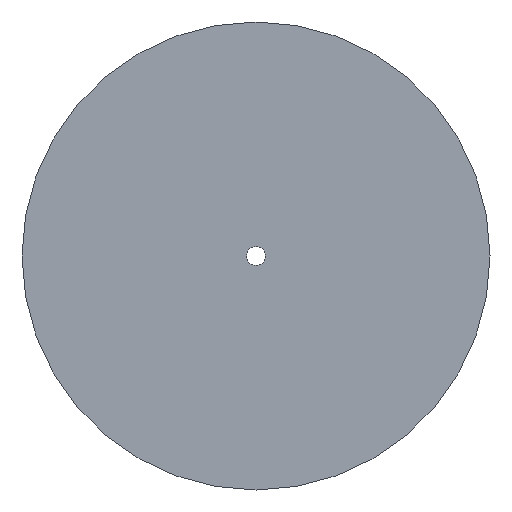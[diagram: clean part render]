
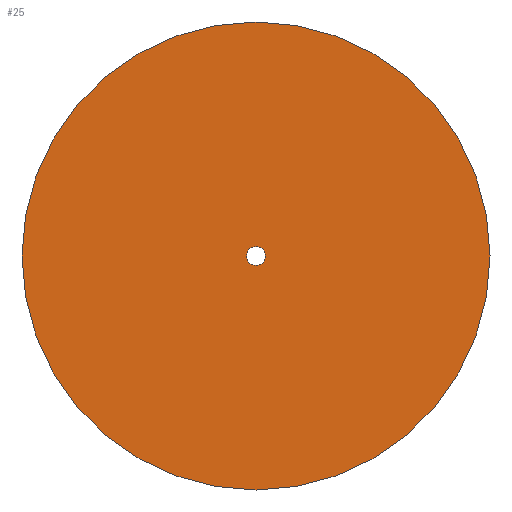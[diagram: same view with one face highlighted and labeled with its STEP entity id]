
A CAD part, front view. The second image highlights one B-rep face of the part: STEP entity #25.
In plain terms, the highlighted planar face has unit normal (0, -1, 0).
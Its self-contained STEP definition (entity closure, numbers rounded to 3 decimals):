
#5 = CARTESIAN_POINT ( 'NONE',  ( 0., 0., 0. ) ) ;
#18 = DIRECTION ( 'NONE',  ( 0., 0., 1. ) ) ;
#21 = DIRECTION ( 'NONE',  ( 0., 1., 0. ) ) ;
#25 = ADVANCED_FACE ( 'NONE', ( #118, #208 ), #231, .F. ) ;
#27 = EDGE_CURVE ( 'NONE', #225, #34, #107, .T. ) ;
#34 = VERTEX_POINT ( 'NONE', #172 ) ;
#35 = ORIENTED_EDGE ( 'NONE', *, *, #62, .F. ) ;
#38 = ORIENTED_EDGE ( 'NONE', *, *, #27, .F. ) ;
#60 = DIRECTION ( 'NONE',  ( 0., 1., 0. ) ) ;
#62 = EDGE_CURVE ( 'NONE', #34, #225, #196, .T. ) ;
#64 = DIRECTION ( 'NONE',  ( 0., 0., 1. ) ) ;
#67 = CIRCLE ( 'NONE', #214, 3. ) ;
#72 = DIRECTION ( 'NONE',  ( 0., 0., 1. ) ) ;
#84 = CIRCLE ( 'NONE', #224, 3. ) ;
#92 = EDGE_CURVE ( 'NONE', #115, #229, #84, .T. ) ;
#94 = DIRECTION ( 'NONE',  ( 0., 1., 0. ) ) ;
#107 = CIRCLE ( 'NONE', #246, 75. ) ;
#115 = VERTEX_POINT ( 'NONE', #182 ) ;
#118 = FACE_OUTER_BOUND ( 'NONE', #206, .T. ) ;
#129 = AXIS2_PLACEMENT_3D ( 'NONE', #142, #21, #64 ) ;
#138 = CARTESIAN_POINT ( 'NONE',  ( 0., 0., -3. ) ) ;
#142 = CARTESIAN_POINT ( 'NONE',  ( 0., 0., 0. ) ) ;
#152 = EDGE_LOOP ( 'NONE', ( #173, #191 ) ) ;
#155 = CARTESIAN_POINT ( 'NONE',  ( 0., 0., 0. ) ) ;
#172 = CARTESIAN_POINT ( 'NONE',  ( 0., 0., 75. ) ) ;
#173 = ORIENTED_EDGE ( 'NONE', *, *, #203, .T. ) ;
#175 = CARTESIAN_POINT ( 'NONE',  ( 0., 0., 0. ) ) ;
#182 = CARTESIAN_POINT ( 'NONE',  ( 0., 0., 3. ) ) ;
#191 = ORIENTED_EDGE ( 'NONE', *, *, #92, .T. ) ;
#192 = DIRECTION ( 'NONE',  ( 0., 1., 0. ) ) ;
#193 = CARTESIAN_POINT ( 'NONE',  ( 0., 0., 0. ) ) ;
#196 = CIRCLE ( 'NONE', #129, 75. ) ;
#203 = EDGE_CURVE ( 'NONE', #229, #115, #67, .T. ) ;
#206 = EDGE_LOOP ( 'NONE', ( #38, #35 ) ) ;
#208 = FACE_BOUND ( 'NONE', #152, .T. ) ;
#212 = DIRECTION ( 'NONE',  ( 0., 0., 1. ) ) ;
#214 = AXIS2_PLACEMENT_3D ( 'NONE', #5, #60, #234 ) ;
#216 = CARTESIAN_POINT ( 'NONE',  ( 0., 0., -75. ) ) ;
#217 = DIRECTION ( 'NONE',  ( 0., 1., 0. ) ) ;
#224 = AXIS2_PLACEMENT_3D ( 'NONE', #155, #217, #212 ) ;
#225 = VERTEX_POINT ( 'NONE', #216 ) ;
#229 = VERTEX_POINT ( 'NONE', #138 ) ;
#231 = PLANE ( 'NONE',  #243 ) ;
#234 = DIRECTION ( 'NONE',  ( 0., 0., 1. ) ) ;
#243 = AXIS2_PLACEMENT_3D ( 'NONE', #175, #94, #72 ) ;
#246 = AXIS2_PLACEMENT_3D ( 'NONE', #193, #192, #18 ) ;
